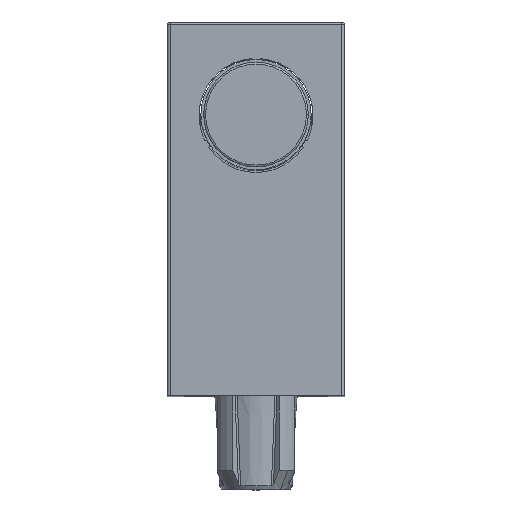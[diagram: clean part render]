
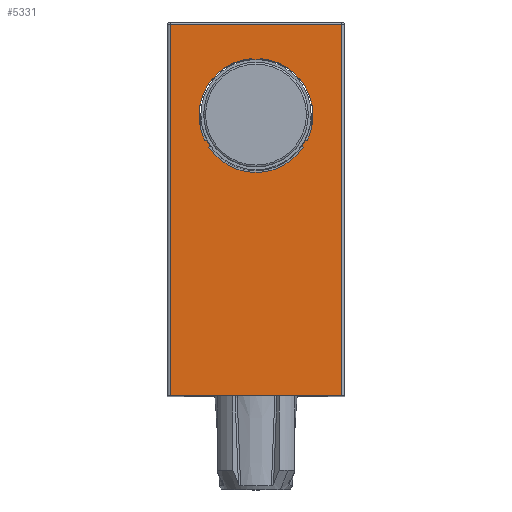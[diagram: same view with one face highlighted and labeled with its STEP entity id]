
A CAD part, top view. The second image highlights one B-rep face of the part: STEP entity #5331.
In plain terms, the highlighted planar face has unit normal (0, 0, 1).
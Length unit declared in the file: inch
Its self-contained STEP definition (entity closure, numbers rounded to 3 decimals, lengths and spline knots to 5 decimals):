
#670=CARTESIAN_POINT('',(0.095,0.4141,0.));
#671=DIRECTION('',(0.,0.,-1.));
#672=DIRECTION('',(-0.901,-0.435,0.));
#673=AXIS2_PLACEMENT_3D('',#670,#671,#672);
#732=DIRECTION('',(0.,-1.,0.));
#733=VECTOR('',#732,0.397);
#734=CARTESIAN_POINT('',(0.187,0.5111,0.));
#735=LINE('',#734,#733);
#736=DIRECTION('',(0.,1.,0.));
#737=VECTOR('',#736,0.397);
#738=CARTESIAN_POINT('',(0.003,0.1141,0.));
#739=LINE('',#738,#737);
#740=DIRECTION('',(-1.,0.,0.));
#741=VECTOR('',#740,0.184);
#742=CARTESIAN_POINT('',(0.187,0.5111,0.));
#743=LINE('',#742,#741);
#744=CARTESIAN_POINT('',(0.095,0.4141,0.));
#745=DIRECTION('',(0.,0.,-1.));
#746=DIRECTION('',(0.,1.,0.));
#747=AXIS2_PLACEMENT_3D('',#744,#745,#746);
#749=CARTESIAN_POINT('',(0.095,0.4141,0.));
#750=DIRECTION('',(0.,0.,-1.));
#751=DIRECTION('',(-0.049,0.999,0.));
#752=AXIS2_PLACEMENT_3D('',#749,#750,#751);
#754=CARTESIAN_POINT('',(0.095,0.4771,0.));
#755=DIRECTION('',(0.,0.,1.));
#756=DIRECTION('',(-0.901,-0.433,0.));
#757=AXIS2_PLACEMENT_3D('',#754,#755,#756);
#759=CARTESIAN_POINT('',(0.04044,0.3826,0.));
#760=DIRECTION('',(0.,0.,1.));
#761=DIRECTION('',(0.415,0.91,0.));
#762=AXIS2_PLACEMENT_3D('',#759,#760,#761);
#764=CARTESIAN_POINT('',(0.095,0.4141,0.));
#765=DIRECTION('',(0.,0.,-1.));
#766=DIRECTION('',(-0.84,-0.542,0.));
#767=AXIS2_PLACEMENT_3D('',#764,#765,#766);
#769=CARTESIAN_POINT('',(0.04044,0.3826,0.));
#770=DIRECTION('',(0.,0.,1.));
#771=DIRECTION('',(0.826,-0.564,0.));
#772=AXIS2_PLACEMENT_3D('',#769,#770,#771);
#774=CARTESIAN_POINT('',(0.14956,0.3826,0.));
#775=DIRECTION('',(0.,0.,1.));
#776=DIRECTION('',(-0.995,-0.096,0.));
#777=AXIS2_PLACEMENT_3D('',#774,#775,#776);
#779=CARTESIAN_POINT('',(0.095,0.4141,0.));
#780=DIRECTION('',(0.,0.,-1.));
#781=DIRECTION('',(0.89,-0.457,0.));
#782=AXIS2_PLACEMENT_3D('',#779,#780,#781);
#784=CARTESIAN_POINT('',(0.14956,0.3826,0.));
#785=DIRECTION('',(0.,0.,1.));
#786=DIRECTION('',(0.075,0.997,0.));
#787=AXIS2_PLACEMENT_3D('',#784,#785,#786);
#789=CARTESIAN_POINT('',(0.095,0.4771,0.));
#790=DIRECTION('',(0.,0.,1.));
#791=DIRECTION('',(0.58,-0.814,0.));
#792=AXIS2_PLACEMENT_3D('',#789,#790,#791);
#898=DIRECTION('',(1.,0.,0.));
#899=VECTOR('',#898,0.184);
#900=CARTESIAN_POINT('',(0.003,0.1141,0.));
#901=LINE('',#900,#899);
#1783=CARTESIAN_POINT('',(0.095,0.4141,0.));
#1784=DIRECTION('',(0.,0.,-1.));
#1785=DIRECTION('',(0.074,0.997,0.));
#1786=AXIS2_PLACEMENT_3D('',#1783,#1784,#1785);
#3338=CARTESIAN_POINT('',(0.095,0.4141,0.));
#3339=DIRECTION('',(0.,0.,-1.));
#3340=DIRECTION('',(0.827,-0.563,0.));
#3341=AXIS2_PLACEMENT_3D('',#3338,#3339,#3340);
#3876=CARTESIAN_POINT('',(0.09951,0.47493,0.));
#3878=VERTEX_POINT('',#3876);
#3880=CARTESIAN_POINT('',(0.09049,0.47493,0.));
#3882=VERTEX_POINT('',#3880);
#3883=CARTESIAN_POINT('',(0.04006,0.38759,0.));
#3884=VERTEX_POINT('',#3883);
#3885=CARTESIAN_POINT('',(0.14994,0.38759,0.));
#3886=VERTEX_POINT('',#3885);
#3887=CARTESIAN_POINT('',(0.14543,0.37978,0.));
#3888=CARTESIAN_POINT('',(0.04457,0.37978,0.));
#3889=VERTEX_POINT('',#3887);
#3890=VERTEX_POINT('',#3888);
#3919=CARTESIAN_POINT('',(0.187,0.5111,0.));
#3920=CARTESIAN_POINT('',(0.187,0.1141,0.));
#3921=VERTEX_POINT('',#3919);
#3922=VERTEX_POINT('',#3920);
#3925=CARTESIAN_POINT('',(0.003,0.5111,0.));
#3926=VERTEX_POINT('',#3925);
#3929=CARTESIAN_POINT('',(0.003,0.1141,0.));
#3930=VERTEX_POINT('',#3929);
#4812=CARTESIAN_POINT('',(0.095,0.4731,0.));
#4813=CARTESIAN_POINT('',(0.0979,0.47303,0.));
#4814=VERTEX_POINT('',#4812);
#4815=VERTEX_POINT('',#4813);
#4816=CARTESIAN_POINT('',(0.14748,0.38715,0.));
#4817=CARTESIAN_POINT('',(0.14458,0.38212,0.));
#4818=VERTEX_POINT('',#4816);
#4819=VERTEX_POINT('',#4817);
#4820=CARTESIAN_POINT('',(0.04542,0.38212,0.));
#4821=CARTESIAN_POINT('',(0.04252,0.38715,0.));
#4822=VERTEX_POINT('',#4820);
#4823=VERTEX_POINT('',#4821);
#4824=CARTESIAN_POINT('',(0.0921,0.47303,0.));
#4825=VERTEX_POINT('',#4824);
#5291=CARTESIAN_POINT('',(0.,0.5141,0.));
#5292=DIRECTION('',(0.,0.,1.));
#5293=DIRECTION('',(0.,-1.,0.));
#5294=AXIS2_PLACEMENT_3D('',#5291,#5292,#5293);
#5295=PLANE('',#5294);
#5297=ORIENTED_EDGE('',*,*,#5296,.T.);
#5299=ORIENTED_EDGE('',*,*,#5298,.F.);
#5301=ORIENTED_EDGE('',*,*,#5300,.T.);
#5303=ORIENTED_EDGE('',*,*,#5302,.F.);
#5304=EDGE_LOOP('',(#5297,#5299,#5301,#5303));
#5305=FACE_OUTER_BOUND('',#5304,.F.);
#5307=ORIENTED_EDGE('',*,*,#5306,.F.);
#5308=ORIENTED_EDGE('',*,*,#5268,.F.);
#5310=ORIENTED_EDGE('',*,*,#5309,.F.);
#5311=ORIENTED_EDGE('',*,*,#5193,.F.);
#5313=ORIENTED_EDGE('',*,*,#5312,.F.);
#5314=ORIENTED_EDGE('',*,*,#5222,.F.);
#5316=ORIENTED_EDGE('',*,*,#5315,.F.);
#5318=ORIENTED_EDGE('',*,*,#5317,.F.);
#5320=ORIENTED_EDGE('',*,*,#5319,.F.);
#5322=ORIENTED_EDGE('',*,*,#5321,.F.);
#5324=ORIENTED_EDGE('',*,*,#5323,.F.);
#5326=ORIENTED_EDGE('',*,*,#5325,.F.);
#5328=ORIENTED_EDGE('',*,*,#5327,.F.);
#5329=EDGE_LOOP('',(#5307,#5308,#5310,#5311,#5313,#5314,#5316,#5318,#5320,#5322,
#5324,#5326,#5328));
#5330=FACE_BOUND('',#5329,.F.);
#5331=ADVANCED_FACE('',(#5305,#5330),#5295,.T.);
#674=CIRCLE('',#673,0.061);
#748=CIRCLE('',#747,0.059);
#753=CIRCLE('',#752,0.059);
#758=CIRCLE('',#757,0.005);
#763=CIRCLE('',#762,0.005);
#768=CIRCLE('',#767,0.059);
#773=CIRCLE('',#772,0.005);
#778=CIRCLE('',#777,0.005);
#783=CIRCLE('',#782,0.059);
#788=CIRCLE('',#787,0.005);
#793=CIRCLE('',#792,0.005);
#1787=CIRCLE('',#1786,0.061);
#3342=CIRCLE('',#3341,0.061);
#5193=EDGE_CURVE('',#3884,#3882,#674,.T.);
#5222=EDGE_CURVE('',#4822,#4823,#768,.T.);
#5268=EDGE_CURVE('',#4825,#4814,#753,.T.);
#5296=EDGE_CURVE('',#3921,#3922,#735,.T.);
#5298=EDGE_CURVE('',#3930,#3922,#901,.T.);
#5300=EDGE_CURVE('',#3930,#3926,#739,.T.);
#5302=EDGE_CURVE('',#3921,#3926,#743,.T.);
#5306=EDGE_CURVE('',#4814,#4815,#748,.T.);
#5309=EDGE_CURVE('',#3882,#4825,#758,.T.);
#5312=EDGE_CURVE('',#4823,#3884,#763,.T.);
#5315=EDGE_CURVE('',#3890,#4822,#773,.T.);
#5317=EDGE_CURVE('',#3889,#3890,#3342,.T.);
#5319=EDGE_CURVE('',#4819,#3889,#778,.T.);
#5321=EDGE_CURVE('',#4818,#4819,#783,.T.);
#5323=EDGE_CURVE('',#3886,#4818,#788,.T.);
#5325=EDGE_CURVE('',#3878,#3886,#1787,.T.);
#5327=EDGE_CURVE('',#4815,#3878,#793,.T.);
